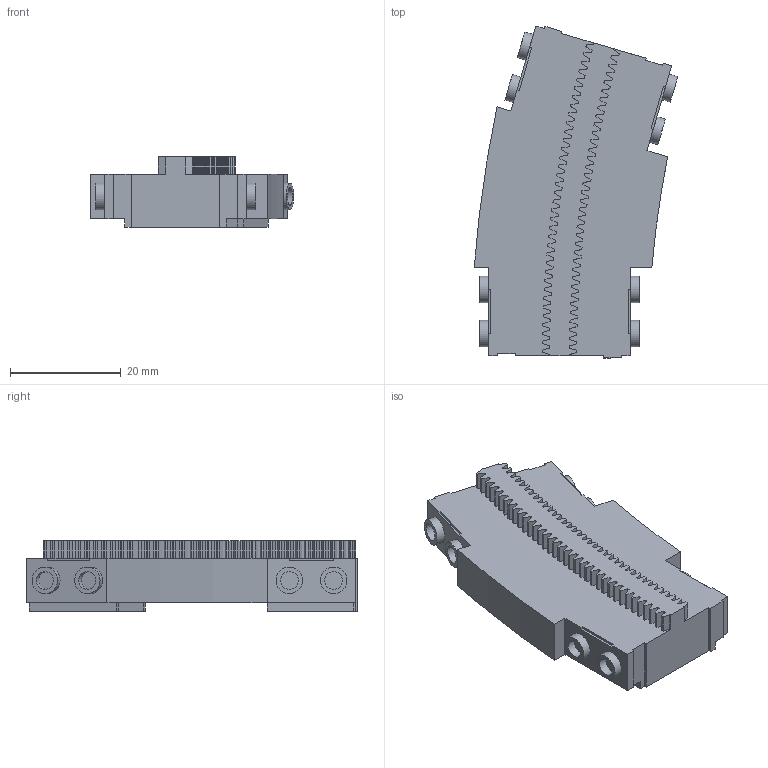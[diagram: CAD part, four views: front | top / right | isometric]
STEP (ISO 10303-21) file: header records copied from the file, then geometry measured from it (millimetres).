
FILE_DESCRIPTION(('Open CASCADE Model'),'2;1');
FILE_NAME('Open CASCADE Shape Model','2024-11-10T14:36:44',('Author'),( 'Open CASCADE'),'Open CASCADE STEP processor 7.7','Open CASCADE 7.7' ,'Unknown');
FILE_SCHEMA(('AUTOMOTIVE_DESIGN { 1 0 10303 214 1 1 1 1 }'));
Length unit declared in the file: millimetre
Products named in the file (1): Open CASCADE STEP translator 7.7 14
Bounding box: 36.78 x 59.98 x 12.8 mm (x, y, z)
Volume: 13056 mm3; surface area: 6889.3 mm2
Topology: 1 solids, 1 shells, 484 faces, 1392 edges, 928 vertices
Faces by surface type: plane 392, cylinder 92
Full cylindrical faces by diameter (mm): 3.2 x8, 4.8 x8
Entity records: 34088 total; most frequent: CARTESIAN_POINT 6153, DIRECTION 5236, LINE 3808, VECTOR 3808, ORIENTED_EDGE 2784, PCURVE 2784, DEFINITIONAL_REPRESENTATION 2784, EDGE_CURVE 1392
